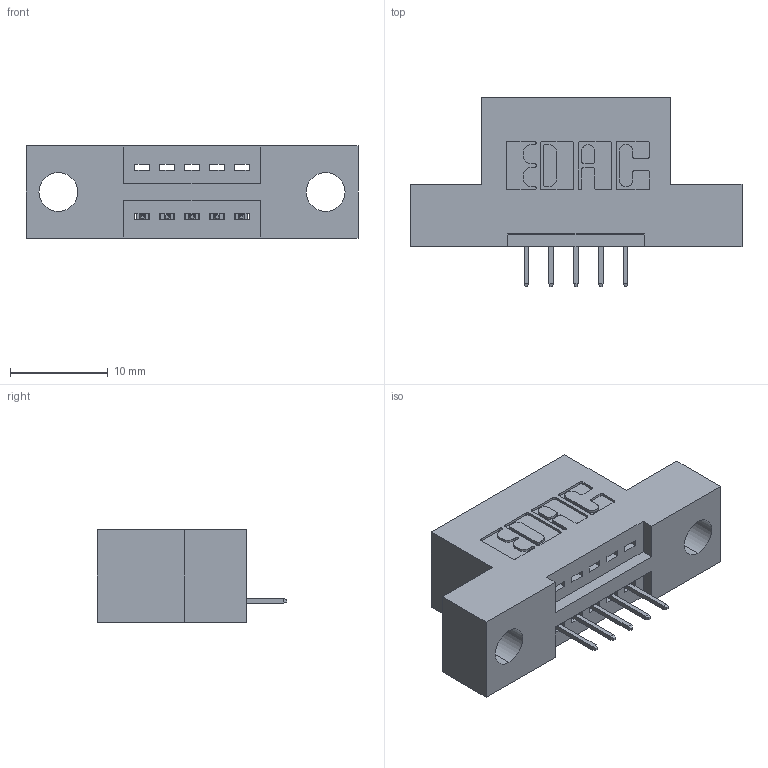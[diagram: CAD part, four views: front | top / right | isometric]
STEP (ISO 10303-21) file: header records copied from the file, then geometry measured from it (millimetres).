
FILE_DESCRIPTION (( 'STEP AP203' ), '1' );
FILE_NAME ('345-005-524-104.STEP', '2021-05-26T13:58:26', ( '' ), ( '' ), 'SwSTEP 2.0', 'SolidWorks 2020', '' );
FILE_SCHEMA (( 'CONFIG_CONTROL_DESIGN' ));
Length unit declared in the file: inch
Products named in the file (3): 345-292-001_345-293-124; 345 Part_Flush Mounting Lugs - 0.156 Dia-TI; 345-005-524-104
Assembly tree (6 placements, depth 2):
  345-005-524-104
    345 Part_Flush Mounting Lugs - 0.156 Dia-TI
    345-292-001_345-293-124  x5
Bounding box: 33.91 x 19.35 x 9.4 mm (x, y, z)
Volume: 2791.9 mm3; surface area: 2986.7 mm2
Topology: 6 solids, 6 shells, 450 faces, 1277 edges, 830 vertices
Faces by surface type: plane 324, cylinder 126
Entity records: 9237 total; most frequent: CARTESIAN_POINT 1609, ORIENTED_EDGE 1546, DIRECTION 1459, EDGE_CURVE 773, VECTOR 625, LINE 625, VERTEX_POINT 510, AXIS2_PLACEMENT_3D 417
